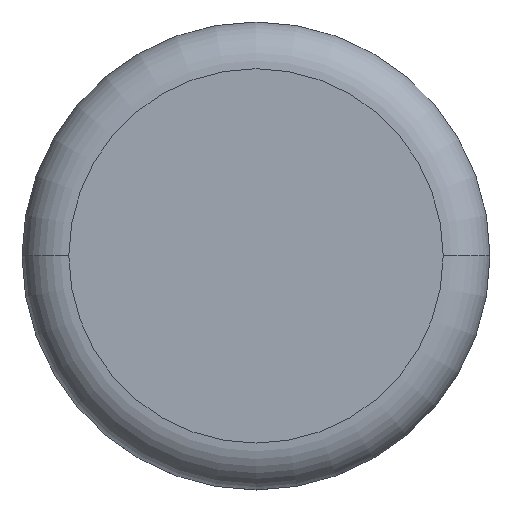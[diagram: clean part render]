
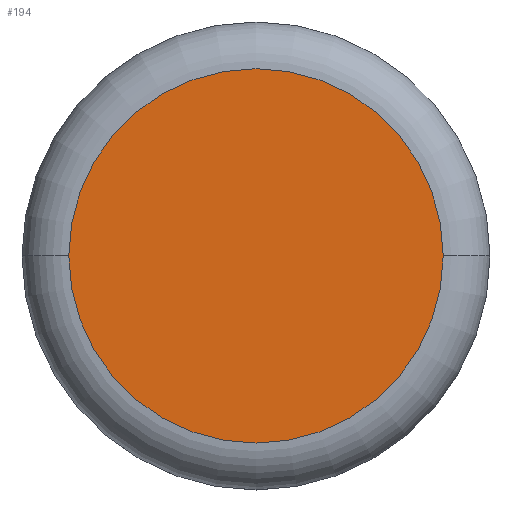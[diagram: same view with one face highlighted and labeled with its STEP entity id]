
A CAD part, top view. The second image highlights one B-rep face of the part: STEP entity #194.
In plain terms, the highlighted planar face has unit normal (0, 0, 1).
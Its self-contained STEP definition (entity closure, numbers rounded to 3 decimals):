
#110 = VERTEX_POINT ( 'NONE', #568 ) ;
#193 = ORIENTED_EDGE ( 'NONE', *, *, #246, .F. ) ;
#194 = ADVANCED_FACE ( 'NONE', ( #742 ), #747, .F. ) ;
#246 = EDGE_CURVE ( 'NONE', #110, #257, #872, .T. ) ;
#257 = VERTEX_POINT ( 'NONE', #874 ) ;
#306 = EDGE_CURVE ( 'NONE', #257, #110, #899, .T. ) ;
#369 = ORIENTED_EDGE ( 'NONE', *, *, #306, .F. ) ;
#377 = EDGE_LOOP ( 'NONE', ( #369, #193 ) ) ;
#568 = CARTESIAN_POINT ( 'NONE',  ( 4., 0., 28. ) ) ;
#740 = DIRECTION ( 'NONE',  ( -1., 0., 0. ) ) ;
#741 = DIRECTION ( 'NONE',  ( 0., 0., -1. ) ) ;
#742 = FACE_OUTER_BOUND ( 'NONE', #377, .T. ) ;
#747 = PLANE ( 'NONE',  #796 ) ;
#777 = CARTESIAN_POINT ( 'NONE',  ( 4., 0., 28. ) ) ;
#796 = AXIS2_PLACEMENT_3D ( 'NONE', #777, #741, #740 ) ;
#858 = AXIS2_PLACEMENT_3D ( 'NONE', #897, #896, #895 ) ;
#869 = DIRECTION ( 'NONE',  ( -1., 0., 0. ) ) ;
#870 = DIRECTION ( 'NONE',  ( 0., 0., -1. ) ) ;
#871 = CARTESIAN_POINT ( 'NONE',  ( 0., 0., 28. ) ) ;
#872 = CIRCLE ( 'NONE', #974, 4. ) ;
#874 = CARTESIAN_POINT ( 'NONE',  ( -4., 0., 28. ) ) ;
#895 = DIRECTION ( 'NONE',  ( -1., 0., 0. ) ) ;
#896 = DIRECTION ( 'NONE',  ( 0., 0., -1. ) ) ;
#897 = CARTESIAN_POINT ( 'NONE',  ( 0., 0., 28. ) ) ;
#899 = CIRCLE ( 'NONE', #858, 4. ) ;
#974 = AXIS2_PLACEMENT_3D ( 'NONE', #871, #870, #869 ) ;
